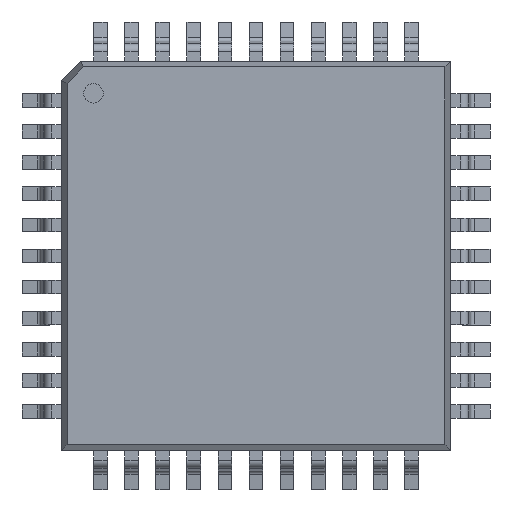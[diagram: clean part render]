
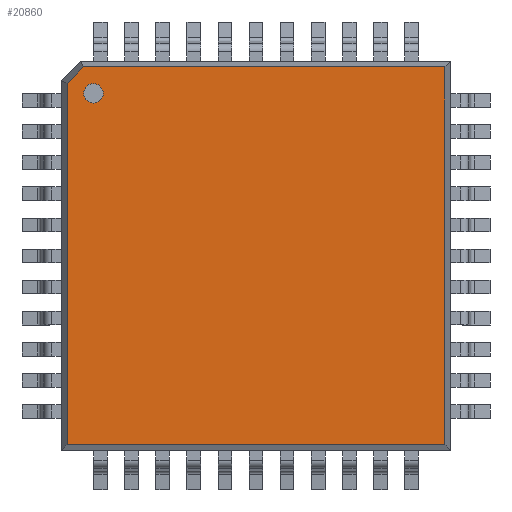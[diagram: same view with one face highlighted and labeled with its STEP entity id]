
A CAD part, top view. The second image highlights one B-rep face of the part: STEP entity #20860.
In plain terms, the highlighted planar face has unit normal (0, 0, 1).
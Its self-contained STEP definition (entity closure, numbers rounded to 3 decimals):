
#20539=CARTESIAN_POINT('',(-3.929,4.179,1.6));
#20540=VERTEX_POINT('',#20539);
#20549=CARTESIAN_POINT('',(-4.429,4.179,1.6));
#20550=VERTEX_POINT('',#20549);
#20551=CARTESIAN_POINT('',(-4.179,4.179,1.6));
#20552=DIRECTION('',(0.0,0.0,-1.0));
#20553=DIRECTION('',(1.0,0.0,0.0));
#20554=AXIS2_PLACEMENT_3D('',#20551,#20552,#20553);
#20555=CIRCLE('',#20554,0.25);
#20556=EDGE_CURVE('',#20550,#20540,#20555,.T.);
#20590=CARTESIAN_POINT('',(-4.179,4.179,1.6));
#20591=DIRECTION('',(0.0,0.0,-1.0));
#20592=DIRECTION('',(1.0,0.0,0.0));
#20593=AXIS2_PLACEMENT_3D('',#20590,#20591,#20592);
#20594=CIRCLE('',#20593,0.25);
#20595=EDGE_CURVE('',#20540,#20550,#20594,.T.);
#20625=CARTESIAN_POINT('',(4.859,-4.859,1.6));
#20626=VERTEX_POINT('',#20625);
#20633=CARTESIAN_POINT('',(-4.859,-4.859,1.6));
#20634=VERTEX_POINT('',#20633);
#20635=CARTESIAN_POINT('',(-4.859,-4.859,1.6));
#20636=DIRECTION('',(1.0,0.0,0.0));
#20637=VECTOR('',#20636,9.717);
#20638=LINE('',#20635,#20637);
#20639=EDGE_CURVE('',#20626,#20634,#20638,.F.);
#20664=CARTESIAN_POINT('',(-4.859,4.441,1.6));
#20665=VERTEX_POINT('',#20664);
#20666=CARTESIAN_POINT('',(-4.859,4.441,1.6));
#20667=DIRECTION('',(0.0,-1.0,0.0));
#20668=VECTOR('',#20667,9.3);
#20669=LINE('',#20666,#20668);
#20670=EDGE_CURVE('',#20634,#20665,#20669,.F.);
#20686=CARTESIAN_POINT('',(-4.441,4.859,1.6));
#20687=VERTEX_POINT('',#20686);
#20688=CARTESIAN_POINT('',(-4.441,4.859,1.6));
#20689=DIRECTION('',(-0.707,-0.707,0.0));
#20690=VECTOR('',#20689,0.59);
#20691=LINE('',#20688,#20690);
#20692=EDGE_CURVE('',#20665,#20687,#20691,.F.);
#20726=CARTESIAN_POINT('',(4.859,4.859,1.6));
#20727=VERTEX_POINT('',#20726);
#20728=CARTESIAN_POINT('',(4.859,4.859,1.6));
#20729=DIRECTION('',(-1.0,0.0,0.0));
#20730=VECTOR('',#20729,9.3);
#20731=LINE('',#20728,#20730);
#20732=EDGE_CURVE('',#20687,#20727,#20731,.F.);
#20755=CARTESIAN_POINT('',(4.859,-4.859,1.6));
#20756=DIRECTION('',(0.0,1.0,0.0));
#20757=VECTOR('',#20756,9.717);
#20758=LINE('',#20755,#20757);
#20759=EDGE_CURVE('',#20727,#20626,#20758,.F.);
#20844=CARTESIAN_POINT('',(0.0,0.,1.6));
#20845=DIRECTION('',(0.0,0.0,1.0));
#20846=DIRECTION('',(0.0,-1.0,0.0));
#20847=AXIS2_PLACEMENT_3D('',#20844,#20845,#20846);
#20848=PLANE('',#20847);
#20849=ORIENTED_EDGE('',*,*,#20639,.F.);
#20850=ORIENTED_EDGE('',*,*,#20759,.F.);
#20851=ORIENTED_EDGE('',*,*,#20732,.F.);
#20852=ORIENTED_EDGE('',*,*,#20692,.F.);
#20853=ORIENTED_EDGE('',*,*,#20670,.F.);
#20854=EDGE_LOOP('',(#20849,#20850,#20851,#20852,#20853));
#20855=FACE_OUTER_BOUND('',#20854,.T.);
#20856=ORIENTED_EDGE('',*,*,#20595,.T.);
#20857=ORIENTED_EDGE('',*,*,#20556,.T.);
#20858=EDGE_LOOP('',(#20856,#20857));
#20859=FACE_BOUND('',#20858,.T.);
#20860=ADVANCED_FACE('',(#20855,#20859),#20848,.T.);
